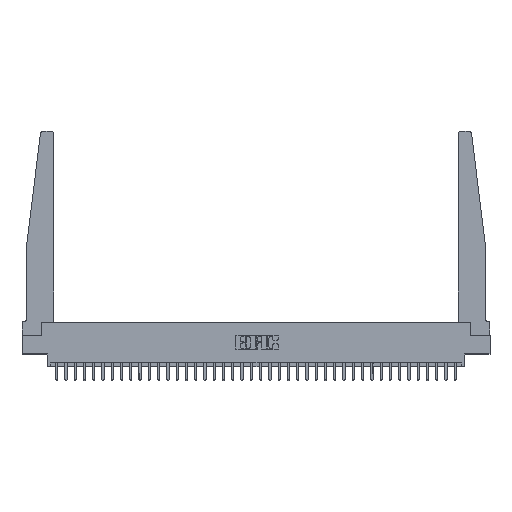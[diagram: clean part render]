
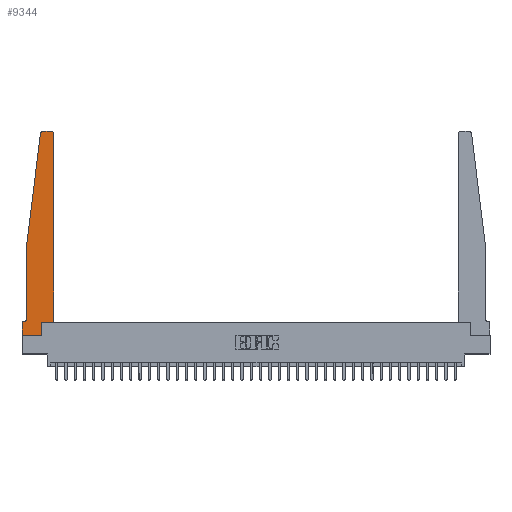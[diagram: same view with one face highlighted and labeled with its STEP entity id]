
A CAD part, top view. The second image highlights one B-rep face of the part: STEP entity #9344.
In plain terms, the highlighted planar face has unit normal (0, 0, 1).
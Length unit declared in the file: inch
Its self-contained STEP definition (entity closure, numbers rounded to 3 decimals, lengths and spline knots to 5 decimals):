
#1885 = VECTOR ( 'NONE', #18884, 39.37008 ) ;
#2601 = EDGE_CURVE ( 'NONE', #24180, #2663, #31770, .T. ) ;
#2614 = AXIS2_PLACEMENT_3D ( 'NONE', #5085, #5260, #15544 ) ;
#2663 = VERTEX_POINT ( 'NONE', #25391 ) ;
#2745 = DIRECTION ( 'NONE',  ( 0., 1., 0. ) ) ;
#2920 = CARTESIAN_POINT ( 'NONE',  ( 0.425, 0.18, 0.37 ) ) ;
#3287 = CARTESIAN_POINT ( 'NONE',  ( 0., 0., 0.37 ) ) ;
#3350 = LINE ( 'NONE', #13804, #23711 ) ;
#3908 = LINE ( 'NONE', #6681, #26346 ) ;
#4095 = ORIENTED_EDGE ( 'NONE', *, *, #8521, .T. ) ;
#4379 = ORIENTED_EDGE ( 'NONE', *, *, #29009, .T. ) ;
#4544 = DIRECTION ( 'NONE',  ( -0.122, -0.992, 0. ) ) ;
#5085 = CARTESIAN_POINT ( 'NONE',  ( 0., 0.1875, 0.37 ) ) ;
#5209 = VERTEX_POINT ( 'NONE', #11403 ) ;
#5260 = DIRECTION ( 'NONE',  ( 0., 0., 1. ) ) ;
#5569 = CARTESIAN_POINT ( 'NONE',  ( 0.425, 2.72, 0.37 ) ) ;
#5889 = CARTESIAN_POINT ( 'NONE',  ( 0.065, 1.25, 0.37 ) ) ;
#6272 = DIRECTION ( 'NONE',  ( 0., 0., 1. ) ) ;
#6681 = CARTESIAN_POINT ( 'NONE',  ( 0., 0., 0.37 ) ) ;
#6998 = VERTEX_POINT ( 'NONE', #22493 ) ;
#7797 = CIRCLE ( 'NONE', #24764, 0.05 ) ;
#8162 = CARTESIAN_POINT ( 'NONE',  ( 0.425, 0.18, 0.37 ) ) ;
#8520 = DIRECTION ( 'NONE',  ( 0., 1., 0. ) ) ;
#8521 = EDGE_CURVE ( 'NONE', #19045, #22657, #23537, .T. ) ;
#9185 = VECTOR ( 'NONE', #4544, 39.37008 ) ;
#9247 = ORIENTED_EDGE ( 'NONE', *, *, #24768, .T. ) ;
#9339 = CARTESIAN_POINT ( 'NONE',  ( 0.2605, 0.18, 0.37 ) ) ;
#9344 = ADVANCED_FACE ( 'NONE', ( #26339 ), #15723, .T. ) ;
#9571 = ORIENTED_EDGE ( 'NONE', *, *, #2601, .T. ) ;
#9834 = VECTOR ( 'NONE', #14640, 39.37008 ) ;
#9985 = ORIENTED_EDGE ( 'NONE', *, *, #24467, .T. ) ;
#10030 = CARTESIAN_POINT ( 'NONE',  ( 0.065, 1.25, 0.37 ) ) ;
#10236 = VERTEX_POINT ( 'NONE', #5569 ) ;
#10502 = EDGE_CURVE ( 'NONE', #6998, #20841, #27497, .T. ) ;
#10660 = CARTESIAN_POINT ( 'NONE',  ( 0.065, 1.25, 0.37 ) ) ;
#11042 = CARTESIAN_POINT ( 'NONE',  ( 0.065, 0.1875, 0.37 ) ) ;
#11403 = CARTESIAN_POINT ( 'NONE',  ( 0.2605, 0., 0.37 ) ) ;
#12138 = EDGE_CURVE ( 'NONE', #33261, #30290, #14239, .T. ) ;
#12171 = ORIENTED_EDGE ( 'NONE', *, *, #16926, .T. ) ;
#12280 = ORIENTED_EDGE ( 'NONE', *, *, #20885, .T. ) ;
#12713 = AXIS2_PLACEMENT_3D ( 'NONE', #24136, #31869, #31539 ) ;
#13804 = CARTESIAN_POINT ( 'NONE',  ( 0.2605, 0.18, 0.37 ) ) ;
#14124 = CARTESIAN_POINT ( 'NONE',  ( 0.27653, 2.72, 0.37 ) ) ;
#14233 = LINE ( 'NONE', #11042, #18718 ) ;
#14239 = LINE ( 'NONE', #14770, #19190 ) ;
#14355 = EDGE_CURVE ( 'NONE', #2663, #5209, #3908, .T. ) ;
#14453 = CARTESIAN_POINT ( 'NONE',  ( 0.25, 2.75, 0.37 ) ) ;
#14640 = DIRECTION ( 'NONE',  ( -1., 0., 0. ) ) ;
#14770 = CARTESIAN_POINT ( 'NONE',  ( 0.425, 0.18, 0.37 ) ) ;
#15140 = VECTOR ( 'NONE', #2745, 39.37008 ) ;
#15544 = DIRECTION ( 'NONE',  ( 1., 0., 0. ) ) ;
#15723 = PLANE ( 'NONE',  #2614 ) ;
#15842 = ORIENTED_EDGE ( 'NONE', *, *, #10502, .T. ) ;
#16061 = VERTEX_POINT ( 'NONE', #18657 ) ;
#16926 = EDGE_CURVE ( 'NONE', #22657, #31022, #21284, .T. ) ;
#17311 = ORIENTED_EDGE ( 'NONE', *, *, #12138, .T. ) ;
#18358 = CARTESIAN_POINT ( 'NONE',  ( 0.27653, 2.75, 0.37 ) ) ;
#18657 = CARTESIAN_POINT ( 'NONE',  ( 0.015, 0.1875, 0.37 ) ) ;
#18718 = VECTOR ( 'NONE', #30188, 39.37008 ) ;
#18884 = DIRECTION ( 'NONE',  ( 0., -1., 0. ) ) ;
#19045 = VERTEX_POINT ( 'NONE', #31436 ) ;
#19053 = DIRECTION ( 'NONE',  ( 0., -1., 0. ) ) ;
#19190 = VECTOR ( 'NONE', #24682, 39.37008 ) ;
#20257 = DIRECTION ( 'NONE',  ( -1., 0., 0. ) ) ;
#20841 = VERTEX_POINT ( 'NONE', #18358 ) ;
#20885 = EDGE_CURVE ( 'NONE', #30290, #10236, #33835, .T. ) ;
#21284 = LINE ( 'NONE', #5889, #1885 ) ;
#22054 = EDGE_CURVE ( 'NONE', #31022, #16061, #7797, .T. ) ;
#22493 = CARTESIAN_POINT ( 'NONE',  ( 0.395, 2.75, 0.37 ) ) ;
#22657 = VERTEX_POINT ( 'NONE', #10660 ) ;
#23162 = DIRECTION ( 'NONE',  ( 0., 0., -1. ) ) ;
#23308 = ORIENTED_EDGE ( 'NONE', *, *, #22054, .T. ) ;
#23537 = LINE ( 'NONE', #10030, #9185 ) ;
#23711 = VECTOR ( 'NONE', #8520, 39.37008 ) ;
#24038 = EDGE_CURVE ( 'NONE', #16061, #24180, #14233, .T. ) ;
#24136 = CARTESIAN_POINT ( 'NONE',  ( 0.395, 2.72, 0.37 ) ) ;
#24180 = VERTEX_POINT ( 'NONE', #31367 ) ;
#24403 = DIRECTION ( 'NONE',  ( 1., 0., 0. ) ) ;
#24467 = EDGE_CURVE ( 'NONE', #10236, #6998, #31359, .T. ) ;
#24682 = DIRECTION ( 'NONE',  ( 1., 0., 0. ) ) ;
#24764 = AXIS2_PLACEMENT_3D ( 'NONE', #28171, #23162, #20257 ) ;
#24768 = EDGE_CURVE ( 'NONE', #5209, #33261, #3350, .T. ) ;
#24788 = ORIENTED_EDGE ( 'NONE', *, *, #24038, .T. ) ;
#25391 = CARTESIAN_POINT ( 'NONE',  ( 0., 0., 0.37 ) ) ;
#26339 = FACE_OUTER_BOUND ( 'NONE', #29891, .T. ) ;
#26346 = VECTOR ( 'NONE', #29635, 39.37008 ) ;
#27497 = LINE ( 'NONE', #14453, #9834 ) ;
#28097 = ORIENTED_EDGE ( 'NONE', *, *, #14355, .T. ) ;
#28171 = CARTESIAN_POINT ( 'NONE',  ( 0.015, 0.2375, 0.37 ) ) ;
#29009 = EDGE_CURVE ( 'NONE', #20841, #19045, #31373, .T. ) ;
#29177 = AXIS2_PLACEMENT_3D ( 'NONE', #14124, #6272, #24403 ) ;
#29635 = DIRECTION ( 'NONE',  ( 1., 0., 0. ) ) ;
#29891 = EDGE_LOOP ( 'NONE', ( #15842, #4379, #4095, #12171, #23308, #24788, #9571, #28097, #9247, #17311, #12280, #9985 ) ) ;
#30188 = DIRECTION ( 'NONE',  ( -1., 0., 0. ) ) ;
#30290 = VERTEX_POINT ( 'NONE', #8162 ) ;
#31022 = VERTEX_POINT ( 'NONE', #32258 ) ;
#31359 = CIRCLE ( 'NONE', #12713, 0.03 ) ;
#31367 = CARTESIAN_POINT ( 'NONE',  ( 0., 0.1875, 0.37 ) ) ;
#31373 = CIRCLE ( 'NONE', #29177, 0.03 ) ;
#31436 = CARTESIAN_POINT ( 'NONE',  ( 0.24675, 2.72367, 0.37 ) ) ;
#31539 = DIRECTION ( 'NONE',  ( 1., 0., 0. ) ) ;
#31770 = LINE ( 'NONE', #3287, #32007 ) ;
#31869 = DIRECTION ( 'NONE',  ( 0., 0., 1. ) ) ;
#32007 = VECTOR ( 'NONE', #19053, 39.37008 ) ;
#32258 = CARTESIAN_POINT ( 'NONE',  ( 0.065, 0.2375, 0.37 ) ) ;
#33261 = VERTEX_POINT ( 'NONE', #9339 ) ;
#33835 = LINE ( 'NONE', #2920, #15140 ) ;
